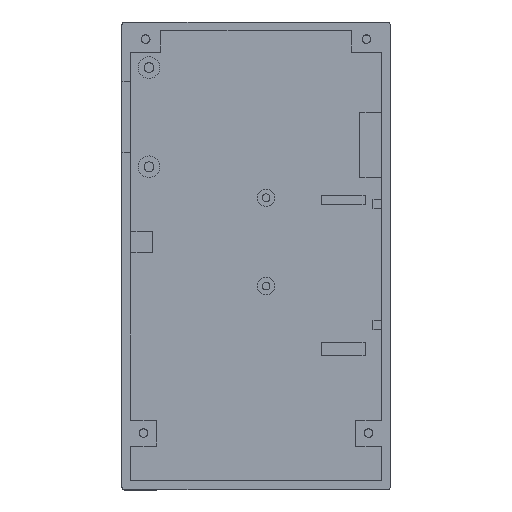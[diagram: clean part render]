
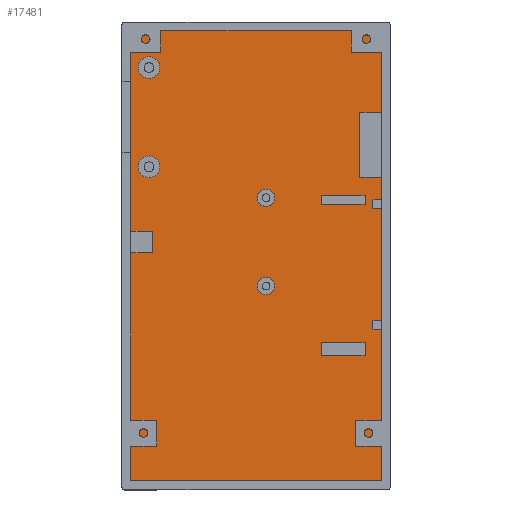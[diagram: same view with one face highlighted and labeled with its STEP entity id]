
A CAD part, top view. The second image highlights one B-rep face of the part: STEP entity #17481.
In plain terms, the highlighted planar face has unit normal (0, 0, 1).
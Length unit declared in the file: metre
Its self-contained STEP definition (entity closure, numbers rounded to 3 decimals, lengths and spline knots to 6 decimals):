
#26=PLANE('',#18368);
#852=CIRCLE('',#18357,0.000707);
#854=CIRCLE('',#18360,0.000707);
#856=CIRCLE('',#18363,0.000707);
#858=CIRCLE('',#18366,0.000707);
#860=CIRCLE('',#18369,0.0025);
#861=CIRCLE('',#18370,0.0025);
#862=CIRCLE('',#18371,0.002);
#863=CIRCLE('',#18372,0.002);
#918=ORIENTED_EDGE('',*,*,#5990,.T.);
#919=ORIENTED_EDGE('',*,*,#5991,.T.);
#920=ORIENTED_EDGE('',*,*,#5992,.F.);
#921=ORIENTED_EDGE('',*,*,#5993,.F.);
#922=ORIENTED_EDGE('',*,*,#5994,.T.);
#923=ORIENTED_EDGE('',*,*,#5995,.T.);
#924=ORIENTED_EDGE('',*,*,#5996,.F.);
#925=ORIENTED_EDGE('',*,*,#5997,.F.);
#926=ORIENTED_EDGE('',*,*,#5998,.T.);
#927=ORIENTED_EDGE('',*,*,#5999,.T.);
#928=ORIENTED_EDGE('',*,*,#6000,.F.);
#929=ORIENTED_EDGE('',*,*,#6001,.F.);
#930=ORIENTED_EDGE('',*,*,#6002,.F.);
#931=ORIENTED_EDGE('',*,*,#6003,.F.);
#932=ORIENTED_EDGE('',*,*,#6004,.F.);
#933=ORIENTED_EDGE('',*,*,#6005,.F.);
#934=ORIENTED_EDGE('',*,*,#6006,.F.);
#935=ORIENTED_EDGE('',*,*,#5975,.T.);
#936=ORIENTED_EDGE('',*,*,#6007,.F.);
#937=ORIENTED_EDGE('',*,*,#5983,.T.);
#938=ORIENTED_EDGE('',*,*,#6008,.T.);
#939=ORIENTED_EDGE('',*,*,#5987,.T.);
#940=ORIENTED_EDGE('',*,*,#6009,.T.);
#941=ORIENTED_EDGE('',*,*,#5979,.T.);
#942=ORIENTED_EDGE('',*,*,#6010,.F.);
#943=ORIENTED_EDGE('',*,*,#6011,.T.);
#944=ORIENTED_EDGE('',*,*,#6012,.T.);
#945=ORIENTED_EDGE('',*,*,#6013,.F.);
#5975=EDGE_CURVE('',#8512,#8510,#852,.T.);
#5979=EDGE_CURVE('',#8516,#8514,#854,.T.);
#5983=EDGE_CURVE('',#8520,#8518,#856,.T.);
#5987=EDGE_CURVE('',#8524,#8522,#858,.T.);
#5990=EDGE_CURVE('',#8526,#8527,#10206,.T.);
#5991=EDGE_CURVE('',#8527,#8528,#10207,.T.);
#5992=EDGE_CURVE('',#8529,#8528,#10208,.T.);
#5993=EDGE_CURVE('',#8526,#8529,#10209,.T.);
#5994=EDGE_CURVE('',#8530,#8531,#10210,.T.);
#5995=EDGE_CURVE('',#8531,#8532,#10211,.T.);
#5996=EDGE_CURVE('',#8533,#8532,#10212,.T.);
#5997=EDGE_CURVE('',#8530,#8533,#10213,.T.);
#5998=EDGE_CURVE('',#8534,#8535,#10214,.T.);
#5999=EDGE_CURVE('',#8535,#8536,#10215,.T.);
#6000=EDGE_CURVE('',#8537,#8536,#10216,.T.);
#6001=EDGE_CURVE('',#8534,#8537,#10217,.T.);
#6002=EDGE_CURVE('',#8538,#8538,#860,.T.);
#6003=EDGE_CURVE('',#8539,#8539,#861,.T.);
#6004=EDGE_CURVE('',#8540,#8540,#862,.T.);
#6005=EDGE_CURVE('',#8541,#8541,#863,.T.);
#6006=EDGE_CURVE('',#8512,#8514,#10218,.T.);
#6007=EDGE_CURVE('',#8520,#8510,#10219,.T.);
#6008=EDGE_CURVE('',#8518,#8524,#10220,.T.);
#6009=EDGE_CURVE('',#8522,#8516,#10221,.T.);
#6010=EDGE_CURVE('',#8542,#8543,#10222,.T.);
#6011=EDGE_CURVE('',#8542,#8544,#10223,.T.);
#6012=EDGE_CURVE('',#8544,#8545,#10224,.T.);
#6013=EDGE_CURVE('',#8543,#8545,#10225,.T.);
#8510=VERTEX_POINT('',#23570);
#8512=VERTEX_POINT('',#23573);
#8514=VERTEX_POINT('',#23579);
#8516=VERTEX_POINT('',#23582);
#8518=VERTEX_POINT('',#23588);
#8520=VERTEX_POINT('',#23591);
#8522=VERTEX_POINT('',#23597);
#8524=VERTEX_POINT('',#23600);
#8526=VERTEX_POINT('',#23606);
#8527=VERTEX_POINT('',#23607);
#8528=VERTEX_POINT('',#23609);
#8529=VERTEX_POINT('',#23611);
#8530=VERTEX_POINT('',#23614);
#8531=VERTEX_POINT('',#23615);
#8532=VERTEX_POINT('',#23617);
#8533=VERTEX_POINT('',#23619);
#8534=VERTEX_POINT('',#23622);
#8535=VERTEX_POINT('',#23623);
#8536=VERTEX_POINT('',#23625);
#8537=VERTEX_POINT('',#23627);
#8538=VERTEX_POINT('',#23630);
#8539=VERTEX_POINT('',#23632);
#8540=VERTEX_POINT('',#23634);
#8541=VERTEX_POINT('',#23636);
#8542=VERTEX_POINT('',#23642);
#8543=VERTEX_POINT('',#23643);
#8544=VERTEX_POINT('',#23645);
#8545=VERTEX_POINT('',#23647);
#10206=LINE('',#23605,#12688);
#10207=LINE('',#23608,#12689);
#10208=LINE('',#23610,#12690);
#10209=LINE('',#23612,#12691);
#10210=LINE('',#23613,#12692);
#10211=LINE('',#23616,#12693);
#10212=LINE('',#23618,#12694);
#10213=LINE('',#23620,#12695);
#10214=LINE('',#23621,#12696);
#10215=LINE('',#23624,#12697);
#10216=LINE('',#23626,#12698);
#10217=LINE('',#23628,#12699);
#10218=LINE('',#23637,#12700);
#10219=LINE('',#23638,#12701);
#10220=LINE('',#23639,#12702);
#10221=LINE('',#23640,#12703);
#10222=LINE('',#23641,#12704);
#10223=LINE('',#23644,#12705);
#10224=LINE('',#23646,#12706);
#10225=LINE('',#23648,#12707);
#12688=VECTOR('',#19301,1.);
#12689=VECTOR('',#19302,1.);
#12690=VECTOR('',#19303,1.);
#12691=VECTOR('',#19304,1.);
#12692=VECTOR('',#19305,1.);
#12693=VECTOR('',#19306,1.);
#12694=VECTOR('',#19307,1.);
#12695=VECTOR('',#19308,1.);
#12696=VECTOR('',#19309,1.);
#12697=VECTOR('',#19310,1.);
#12698=VECTOR('',#19311,1.);
#12699=VECTOR('',#19312,1.);
#12700=VECTOR('',#19321,1.);
#12701=VECTOR('',#19322,1.);
#12702=VECTOR('',#19323,1.);
#12703=VECTOR('',#19324,1.);
#12704=VECTOR('',#19325,1.);
#12705=VECTOR('',#19326,1.);
#12706=VECTOR('',#19327,1.);
#12707=VECTOR('',#19328,1.);
#15166=EDGE_LOOP('',(#918,#919,#920,#921));
#15167=EDGE_LOOP('',(#922,#923,#924,#925));
#15168=EDGE_LOOP('',(#926,#927,#928,#929));
#15169=EDGE_LOOP('',(#930));
#15170=EDGE_LOOP('',(#931));
#15171=EDGE_LOOP('',(#932));
#15172=EDGE_LOOP('',(#933));
#15173=EDGE_LOOP('',(#934,#935,#936,#937,#938,#939,#940,#941));
#15174=EDGE_LOOP('',(#942,#943,#944,#945));
#16310=FACE_BOUND('',#15166,.T.);
#16311=FACE_BOUND('',#15167,.T.);
#16312=FACE_BOUND('',#15168,.T.);
#16313=FACE_BOUND('',#15169,.T.);
#16314=FACE_BOUND('',#15170,.T.);
#16315=FACE_BOUND('',#15171,.T.);
#16316=FACE_BOUND('',#15172,.T.);
#16317=FACE_BOUND('',#15173,.T.);
#16318=FACE_BOUND('',#15174,.T.);
#17481=ADVANCED_FACE('',(#16310,#16311,#16312,#16313,#16314,#16315,#16316,
#16317,#16318),#26,.T.);
#18357=AXIS2_PLACEMENT_3D('',#23572,#19270,#19271);
#18360=AXIS2_PLACEMENT_3D('',#23581,#19278,#19279);
#18363=AXIS2_PLACEMENT_3D('',#23590,#19286,#19287);
#18366=AXIS2_PLACEMENT_3D('',#23599,#19294,#19295);
#18368=AXIS2_PLACEMENT_3D('',#23604,#19299,#19300);
#18369=AXIS2_PLACEMENT_3D('',#23629,#19313,#19314);
#18370=AXIS2_PLACEMENT_3D('',#23631,#19315,#19316);
#18371=AXIS2_PLACEMENT_3D('',#23633,#19317,#19318);
#18372=AXIS2_PLACEMENT_3D('',#23635,#19319,#19320);
#19270=DIRECTION('',(0.,0.,1.));
#19271=DIRECTION('',(1.,0.,0.));
#19278=DIRECTION('',(0.,0.,1.));
#19279=DIRECTION('',(1.,0.,0.));
#19286=DIRECTION('',(0.,0.,1.));
#19287=DIRECTION('',(1.,0.,0.));
#19294=DIRECTION('',(0.,0.,1.));
#19295=DIRECTION('',(1.,0.,0.));
#19299=DIRECTION('',(0.,0.,1.));
#19300=DIRECTION('',(1.,0.,0.));
#19301=DIRECTION('',(0.,-1.,0.));
#19302=DIRECTION('',(-1.,0.,0.));
#19303=DIRECTION('',(0.,-1.,0.));
#19304=DIRECTION('',(-1.,0.,0.));
#19305=DIRECTION('',(0.,-1.,0.));
#19306=DIRECTION('',(-1.,0.,0.));
#19307=DIRECTION('',(0.,-1.,0.));
#19308=DIRECTION('',(-1.,0.,0.));
#19309=DIRECTION('',(0.,1.,0.));
#19310=DIRECTION('',(1.,0.,0.));
#19311=DIRECTION('',(0.,1.,0.));
#19312=DIRECTION('',(1.,0.,0.));
#19313=DIRECTION('',(0.,0.,1.));
#19314=DIRECTION('',(1.,0.,0.));
#19315=DIRECTION('',(0.,0.,1.));
#19316=DIRECTION('',(1.,0.,0.));
#19317=DIRECTION('',(0.,0.,1.));
#19318=DIRECTION('',(1.,0.,0.));
#19319=DIRECTION('',(0.,0.,1.));
#19320=DIRECTION('',(1.,0.,0.));
#19321=DIRECTION('',(0.,-1.,0.));
#19322=DIRECTION('',(1.,0.,0.));
#19323=DIRECTION('',(0.,-1.,0.));
#19324=DIRECTION('',(1.,0.,0.));
#19325=DIRECTION('',(0.,-1.,0.));
#19326=DIRECTION('',(1.,0.,0.));
#19327=DIRECTION('',(0.,-1.,0.));
#19328=DIRECTION('',(1.,0.,0.));
#23570=CARTESIAN_POINT('',(0.055208,0.035555,0.002));
#23572=CARTESIAN_POINT('',(0.055208,0.034848,0.002));
#23573=CARTESIAN_POINT('',(0.055915,0.034848,0.002));
#23579=CARTESIAN_POINT('',(0.055915,-0.025738,0.002));
#23581=CARTESIAN_POINT('',(0.055208,-0.025738,0.002));
#23582=CARTESIAN_POINT('',(0.055208,-0.026445,0.002));
#23588=CARTESIAN_POINT('',(-0.052085,0.034848,0.002));
#23590=CARTESIAN_POINT('',(-0.051378,0.034848,0.002));
#23591=CARTESIAN_POINT('',(-0.051378,0.035555,0.002));
#23597=CARTESIAN_POINT('',(-0.051378,-0.026445,0.002));
#23599=CARTESIAN_POINT('',(-0.051378,-0.025738,0.002));
#23600=CARTESIAN_POINT('',(-0.052085,-0.025738,0.002));
#23604=CARTESIAN_POINT('',(0.001915,0.004555,0.002));
#23605=CARTESIAN_POINT('',(0.024915,0.024755,0.002));
#23606=CARTESIAN_POINT('',(0.024915,0.029755,0.002));
#23607=CARTESIAN_POINT('',(0.024915,0.019755,0.002));
#23608=CARTESIAN_POINT('',(0.023415,0.019755,0.002));
#23609=CARTESIAN_POINT('',(0.021915,0.019755,0.002));
#23610=CARTESIAN_POINT('',(0.021915,0.024755,0.002));
#23611=CARTESIAN_POINT('',(0.021915,0.029755,0.002));
#23612=CARTESIAN_POINT('',(0.023415,0.029755,0.002));
#23613=CARTESIAN_POINT('',(-0.010085,0.024755,0.002));
#23614=CARTESIAN_POINT('',(-0.010085,0.029755,0.002));
#23615=CARTESIAN_POINT('',(-0.010085,0.019755,0.002));
#23616=CARTESIAN_POINT('',(-0.011085,0.019755,0.002));
#23617=CARTESIAN_POINT('',(-0.012085,0.019755,0.002));
#23618=CARTESIAN_POINT('',(-0.012085,0.024755,0.002));
#23619=CARTESIAN_POINT('',(-0.012085,0.029755,0.002));
#23620=CARTESIAN_POINT('',(-0.011085,0.029755,0.002));
#23621=CARTESIAN_POINT('',(-0.003885,-0.021845,0.002));
#23622=CARTESIAN_POINT('',(-0.003885,-0.024345,0.002));
#23623=CARTESIAN_POINT('',(-0.003885,-0.019345,0.002));
#23624=CARTESIAN_POINT('',(-0.001385,-0.019345,0.002));
#23625=CARTESIAN_POINT('',(0.001115,-0.019345,0.002));
#23626=CARTESIAN_POINT('',(0.001115,-0.021845,0.002));
#23627=CARTESIAN_POINT('',(0.001115,-0.024345,0.002));
#23628=CARTESIAN_POINT('',(-0.001385,-0.024345,0.002));
#23629=CARTESIAN_POINT('',(-0.041635,-0.020145,0.002));
#23630=CARTESIAN_POINT('',(-0.039135,-0.020145,0.002));
#23631=CARTESIAN_POINT('',(-0.018735,-0.020145,0.002));
#23632=CARTESIAN_POINT('',(-0.016235,-0.020145,0.002));
#23633=CARTESIAN_POINT('',(-0.011585,0.006905,0.002));
#23634=CARTESIAN_POINT('',(-0.009585,0.006905,0.002));
#23635=CARTESIAN_POINT('',(0.008815,0.006905,0.002));
#23636=CARTESIAN_POINT('',(0.010815,0.006905,0.002));
#23637=CARTESIAN_POINT('',(0.055915,0.004555,0.002));
#23638=CARTESIAN_POINT('',(0.004915,0.035555,0.002));
#23639=CARTESIAN_POINT('',(-0.052085,0.004555,0.002));
#23640=CARTESIAN_POINT('',(0.004915,-0.026445,0.002));
#23641=CARTESIAN_POINT('',(-0.031335,0.031055,0.002));
#23642=CARTESIAN_POINT('',(-0.031335,0.033555,0.002));
#23643=CARTESIAN_POINT('',(-0.031335,0.028555,0.002));
#23644=CARTESIAN_POINT('',(-0.023835,0.033555,0.002));
#23645=CARTESIAN_POINT('',(-0.016335,0.033555,0.002));
#23646=CARTESIAN_POINT('',(-0.016335,0.031055,0.002));
#23647=CARTESIAN_POINT('',(-0.016335,0.028555,0.002));
#23648=CARTESIAN_POINT('',(-0.023835,0.028555,0.002));
